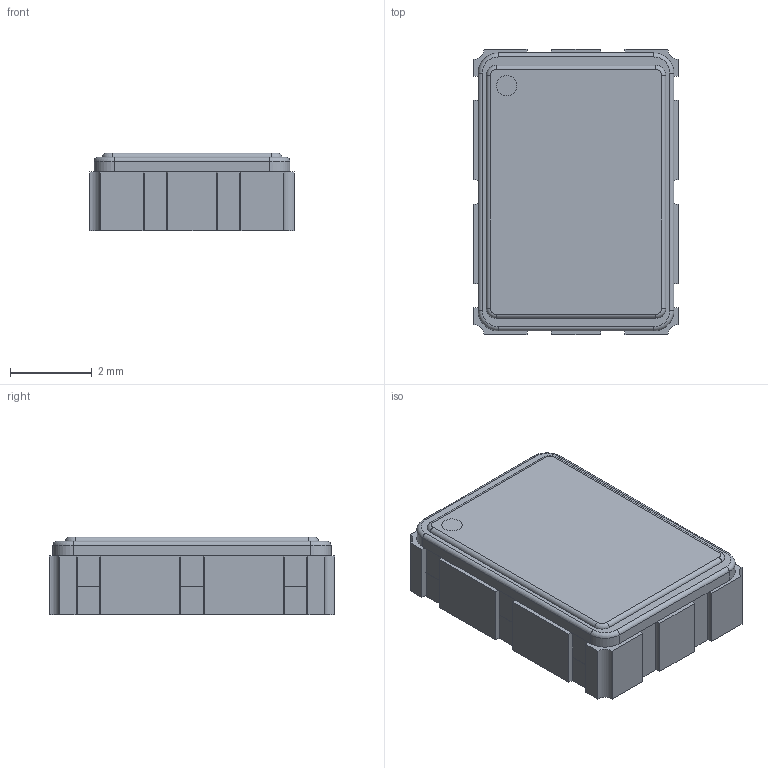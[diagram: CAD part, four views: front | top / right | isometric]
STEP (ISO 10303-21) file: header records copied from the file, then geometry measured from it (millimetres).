
FILE_DESCRIPTION((''),'2;1');
FILE_NAME('OSC_ONSEMI_NBVSPA-LN-3d.stp','2015-03-06T15:59:48',(''),(''),'Mechanical Desktop 2011','Mechanical Desktop 2011',', , ');
FILE_SCHEMA(('AUTOMOTIVE_DESIGN { 1 2 10303 214 1 1 1 1 }'));
Length unit declared in the file: millimetre
Products named in the file (1): Product
Bounding box: 5 x 7 x 1.9 mm (x, y, z)
Volume: 63.4 mm3; surface area: 293.5 mm2
Topology: 10 solids, 10 shells, 157 faces, 388 edges, 252 vertices
Faces by surface type: plane 98, cylinder 40, bspline 11, torus 8
Entity records: 4694 total; most frequent: CARTESIAN_POINT 859, DIRECTION 778, ORIENTED_EDGE 776, EDGE_CURVE 388, VECTOR 292, LINE 292, VERTEX_POINT 252, AXIS2_PLACEMENT_3D 243
